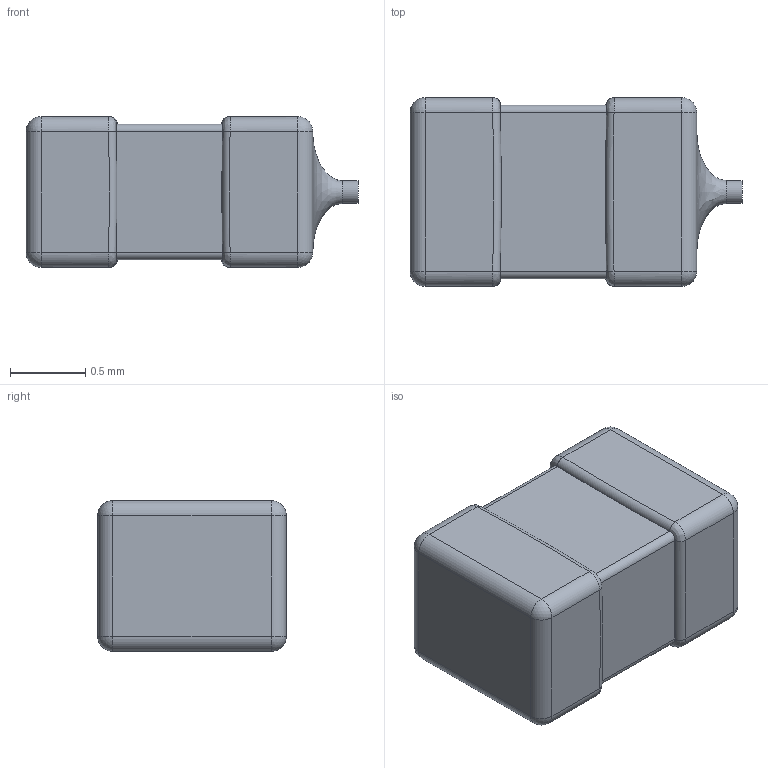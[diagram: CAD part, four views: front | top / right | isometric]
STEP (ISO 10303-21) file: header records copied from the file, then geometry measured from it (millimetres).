
FILE_DESCRIPTION( ( '' ), ' ' );
FILE_NAME( '589cf1450eb1d10f87b45f6a.step', '2017-02-09T22:46:29', ( '' ), ( '' ), ' ', ' ', ' ' );
FILE_SCHEMA( ( 'AUTOMOTIVE_DESIGN { 1 0 10303 214 1 1 1 1 }' ) );
Length unit declared in the file: metre
Products named in the file (1): Open CASCADE STEP translator 6.8 1
Bounding box: 2.2 x 1.25 x 1 mm (x, y, z)
Volume: 2.2 mm3; surface area: 10.4 mm2
Topology: 1 solids, 1 shells, 64 faces, 137 edges, 77 vertices
Faces by surface type: cylinder 21, plane 16, sphere 10, bspline 9, torus 8
Full cylindrical faces by diameter (mm): 0.15 x1
Entity records: 3118 total; most frequent: CARTESIAN_POINT 585, DIRECTION 290, ORIENTED_EDGE 268, STYLED_ITEM 198, PRESENTATION_STYLE_ASSIGNMENT 198, COLOUR_RGB 198, EDGE_CURVE 134, CURVE_STYLE 134
